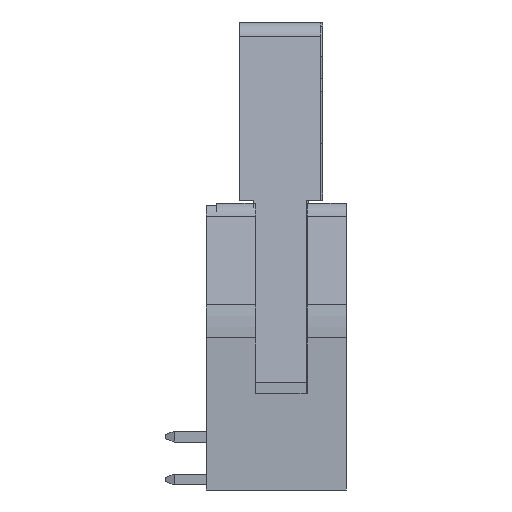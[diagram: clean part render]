
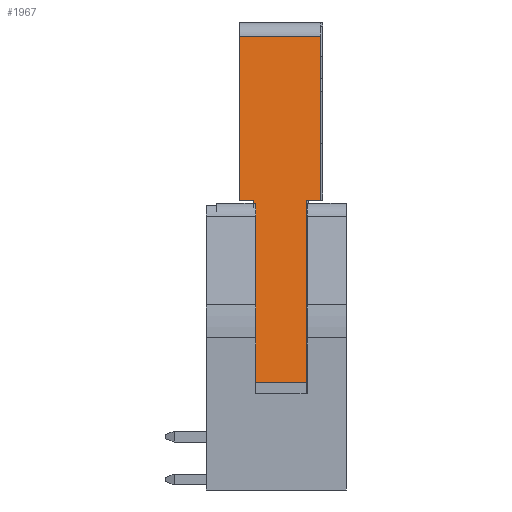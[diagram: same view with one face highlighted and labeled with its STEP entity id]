
A CAD part, left-side view. The second image highlights one B-rep face of the part: STEP entity #1967.
In plain terms, the highlighted face is planar.
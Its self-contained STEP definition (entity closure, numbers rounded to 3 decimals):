
#1967 = ADVANCED_FACE( '', ( #3614 ), #3615, .T. );
#3614 = FACE_OUTER_BOUND( '', #5055, .T. );
#3615 = PLANE( '', #5056 );
#5055 = EDGE_LOOP( '', ( #9744, #9745, #9746, #9747, #9748, #9749, #9750, #9751 ) );
#5056 = AXIS2_PLACEMENT_3D( '', #9752, #9753, #9754 );
#9744 = ORIENTED_EDGE( '', *, *, #11108, .T. );
#9745 = ORIENTED_EDGE( '', *, *, #11435, .F. );
#9746 = ORIENTED_EDGE( '', *, *, #10124, .T. );
#9747 = ORIENTED_EDGE( '', *, *, #10696, .T. );
#9748 = ORIENTED_EDGE( '', *, *, #10829, .F. );
#9749 = ORIENTED_EDGE( '', *, *, #11312, .F. );
#9750 = ORIENTED_EDGE( '', *, *, #11675, .T. );
#9751 = ORIENTED_EDGE( '', *, *, #11562, .F. );
#9752 = CARTESIAN_POINT( '', ( 2., -2.4, 14.239 ) );
#9753 = DIRECTION( '', ( 0.993, 0., 0.118 ) );
#9754 = DIRECTION( '', ( 0.118, 0., -0.993 ) );
#10124 = EDGE_CURVE( '', #12315, #12312, #12316, .F. );
#10696 = EDGE_CURVE( '', #12312, #13292, #13294, .T. );
#10829 = EDGE_CURVE( '', #13479, #13292, #13481, .T. );
#11108 = EDGE_CURVE( '', #13867, #13865, #13868, .T. );
#11312 = EDGE_CURVE( '', #14142, #13479, #14144, .T. );
#11435 = EDGE_CURVE( '', #12315, #13865, #14290, .T. );
#11562 = EDGE_CURVE( '', #13867, #14432, #14433, .T. );
#11675 = EDGE_CURVE( '', #14142, #14432, #14554, .T. );
#12312 = VERTEX_POINT( '', #15461 );
#12315 = VERTEX_POINT( '', #15464 );
#12316 = LINE( '', #15465, #15466 );
#13292 = VERTEX_POINT( '', #16927 );
#13294 = LINE( '', #16930, #16931 );
#13479 = VERTEX_POINT( '', #17211 );
#13481 = LINE( '', #17214, #17215 );
#13865 = VERTEX_POINT( '', #17797 );
#13867 = VERTEX_POINT( '', #17800 );
#13868 = LINE( '', #17801, #17802 );
#14142 = VERTEX_POINT( '', #18226 );
#14144 = LINE( '', #18229, #18230 );
#14290 = LINE( '', #18449, #18450 );
#14432 = VERTEX_POINT( '', #18656 );
#14433 = LINE( '', #18657, #18658 );
#14554 = LINE( '', #18825, #18826 );
#15461 = CARTESIAN_POINT( '', ( 2.222, -2.4, 12.369 ) );
#15464 = CARTESIAN_POINT( '', ( 2.222, 2.4, 12.369 ) );
#15465 = CARTESIAN_POINT( '', ( 2.222, -2.4, 12.369 ) );
#15466 = VECTOR( '', #19184, 1000. );
#16927 = CARTESIAN_POINT( '', ( 3.368, -2.4, 2.703 ) );
#16930 = CARTESIAN_POINT( '', ( 2., -2.4, 14.239 ) );
#16931 = VECTOR( '', #19719, 1000. );
#17211 = CARTESIAN_POINT( '', ( 3.368, -1.57, 2.703 ) );
#17214 = CARTESIAN_POINT( '', ( 3.368, -1.57, 2.703 ) );
#17215 = VECTOR( '', #19822, 1000. );
#17797 = CARTESIAN_POINT( '', ( 3.368, 2.4, 2.703 ) );
#17800 = CARTESIAN_POINT( '', ( 3.368, 1.57, 2.703 ) );
#17801 = CARTESIAN_POINT( '', ( 3.368, 1.57, 2.703 ) );
#17802 = VECTOR( '', #20037, 1000. );
#18226 = CARTESIAN_POINT( '', ( 4.65, -1.57, -8.11 ) );
#18229 = CARTESIAN_POINT( '', ( 3.368, -1.57, 2.703 ) );
#18230 = VECTOR( '', #20219, 1000. );
#18449 = CARTESIAN_POINT( '', ( 2., 2.4, 14.239 ) );
#18450 = VECTOR( '', #20302, 1000. );
#18656 = CARTESIAN_POINT( '', ( 4.65, 1.57, -8.11 ) );
#18657 = CARTESIAN_POINT( '', ( 3.368, 1.57, 2.703 ) );
#18658 = VECTOR( '', #20373, 1000. );
#18825 = CARTESIAN_POINT( '', ( 4.65, -2.4, -8.11 ) );
#18826 = VECTOR( '', #20426, 1000. );
#19184 = DIRECTION( '', ( 0., 1., 0. ) );
#19719 = DIRECTION( '', ( 0.118, 0., -0.993 ) );
#19822 = DIRECTION( '', ( 0., -1., 0. ) );
#20037 = DIRECTION( '', ( 0., 1., 0. ) );
#20219 = DIRECTION( '', ( -0.118, 0., 0.993 ) );
#20302 = DIRECTION( '', ( 0.118, 0., -0.993 ) );
#20373 = DIRECTION( '', ( 0.118, 0., -0.993 ) );
#20426 = DIRECTION( '', ( 0., 1., 0. ) );
